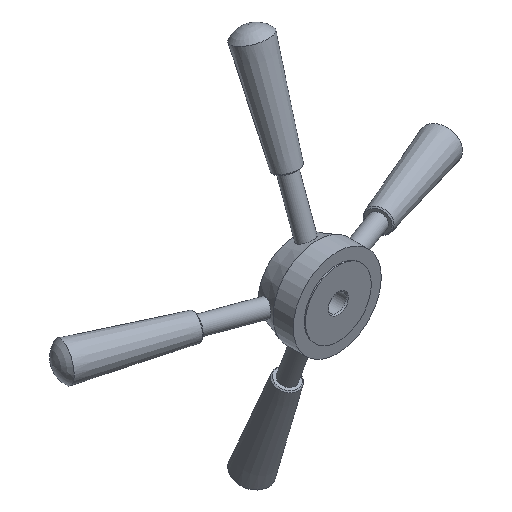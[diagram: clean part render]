
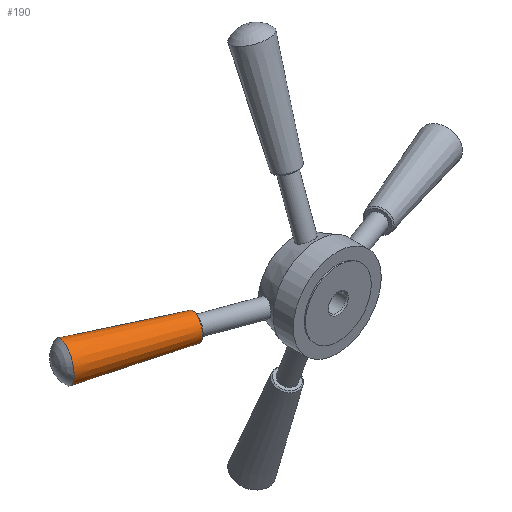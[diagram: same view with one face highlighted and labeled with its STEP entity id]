
A CAD part, isometric view. The second image highlights one B-rep face of the part: STEP entity #190.
In plain terms, the highlighted conical face has half-angle 3.061 degrees and reference radius 16 mm.
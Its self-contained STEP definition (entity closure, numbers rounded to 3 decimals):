
#122=CONICAL_SURFACE('',#504,16.,3.061);
#156=FACE_BOUND('',#284,.T.);
#190=ADVANCED_FACE('',(#156,#227),#122,.T.);
#227=FACE_OUTER_BOUND('',#285,.T.);
#284=EDGE_LOOP('',(#348));
#285=EDGE_LOOP('',(#349));
#348=ORIENTED_EDGE('',*,*,#418,.T.);
#349=ORIENTED_EDGE('',*,*,#419,.F.);
#386=VERTEX_POINT('',#787);
#387=VERTEX_POINT('',#790);
#418=EDGE_CURVE('',#386,#386,#446,.T.);
#419=EDGE_CURVE('',#387,#387,#447,.T.);
#446=CIRCLE('',#501,11.);
#447=CIRCLE('',#503,16.);
#501=AXIS2_PLACEMENT_3D('',#786,#613,#614);
#503=AXIS2_PLACEMENT_3D('',#789,#617,#618);
#504=AXIS2_PLACEMENT_3D('',#791,#619,#620);
#613=DIRECTION('',(-0.94,0.342,0.));
#614=DIRECTION('',(0.342,0.94,0.));
#617=DIRECTION('',(-0.94,0.342,0.));
#618=DIRECTION('',(0.342,0.94,0.));
#619=DIRECTION('',(-0.94,0.342,0.));
#620=DIRECTION('',(0.342,0.94,0.));
#786=CARTESIAN_POINT('',(567.826,489.77,0.));
#787=CARTESIAN_POINT('',(571.588,500.106,0.));
#789=CARTESIAN_POINT('',(479.964,521.749,0.));
#790=CARTESIAN_POINT('',(485.437,536.784,0.));
#791=CARTESIAN_POINT('',(479.964,521.749,0.));
